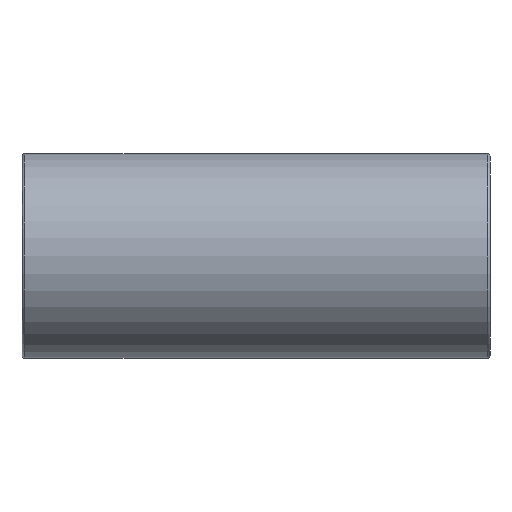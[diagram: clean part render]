
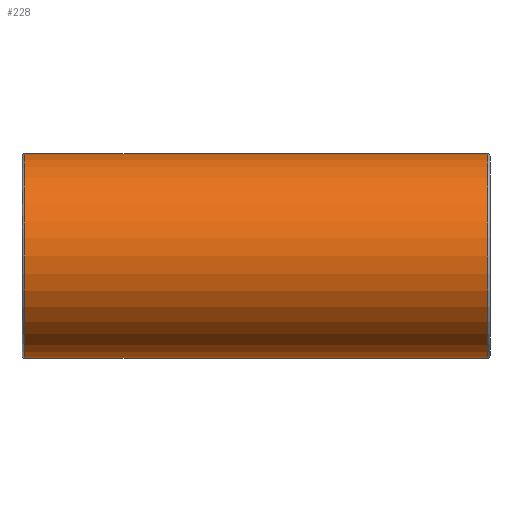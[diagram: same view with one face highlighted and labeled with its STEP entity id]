
A CAD part, front view. The second image highlights one B-rep face of the part: STEP entity #228.
In plain terms, the highlighted cylindrical face has radius 21 mm (diameter 42 mm), a full revolution.
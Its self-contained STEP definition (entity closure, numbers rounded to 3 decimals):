
#15=ELLIPSE('',#256,54.876,21.);
#16=ELLIPSE('',#257,22.73,21.);
#20=CYLINDRICAL_SURFACE('',#254,21.);
#36=FACE_BOUND('',#81,.T.);
#37=FACE_BOUND('',#82,.T.);
#57=FACE_OUTER_BOUND('',#80,.T.);
#80=EDGE_LOOP('',(#182));
#81=EDGE_LOOP('',(#183,#184));
#82=EDGE_LOOP('',(#185));
#116=CIRCLE('',#253,21.);
#117=CIRCLE('',#255,21.);
#134=VERTEX_POINT('',#383);
#135=VERTEX_POINT('',#386);
#136=VERTEX_POINT('',#388);
#137=VERTEX_POINT('',#389);
#156=EDGE_CURVE('',#134,#134,#116,.T.);
#157=EDGE_CURVE('',#135,#135,#117,.T.);
#158=EDGE_CURVE('',#136,#137,#15,.T.);
#159=EDGE_CURVE('',#137,#136,#16,.T.);
#182=ORIENTED_EDGE('',*,*,#157,.F.);
#183=ORIENTED_EDGE('',*,*,#158,.T.);
#184=ORIENTED_EDGE('',*,*,#159,.T.);
#185=ORIENTED_EDGE('',*,*,#156,.F.);
#228=ADVANCED_FACE('',(#57,#36,#37),#20,.T.);
#253=AXIS2_PLACEMENT_3D('',#384,#304,#305);
#254=AXIS2_PLACEMENT_3D('',#385,#306,#307);
#255=AXIS2_PLACEMENT_3D('',#387,#308,#309);
#256=AXIS2_PLACEMENT_3D('',#390,#310,#311);
#257=AXIS2_PLACEMENT_3D('',#391,#312,#313);
#304=DIRECTION('center_axis',(-1.,0.,0.));
#305=DIRECTION('ref_axis',(0.,-1.,0.));
#306=DIRECTION('center_axis',(-1.,0.,0.));
#307=DIRECTION('ref_axis',(0.,-1.,0.));
#308=DIRECTION('center_axis',(1.,0.,0.));
#309=DIRECTION('ref_axis',(0.,-1.,0.));
#310=DIRECTION('center_axis',(0.383,-0.924,0.));
#311=DIRECTION('ref_axis',(0.924,0.383,0.));
#312=DIRECTION('center_axis',(-0.924,-0.383,0.));
#313=DIRECTION('ref_axis',(0.383,-0.924,0.));
#383=CARTESIAN_POINT('',(-29.5,21.,0.));
#384=CARTESIAN_POINT('Origin',(-29.5,0.,0.));
#385=CARTESIAN_POINT('Origin',(66.,0.,0.));
#386=CARTESIAN_POINT('',(65.5,21.,0.));
#387=CARTESIAN_POINT('Origin',(65.5,0.,0.));
#388=CARTESIAN_POINT('',(0.,0.,-21.));
#389=CARTESIAN_POINT('',(0.,0.,21.));
#390=CARTESIAN_POINT('Origin',(0.,0.,
0.));
#391=CARTESIAN_POINT('Origin',(0.,0.,
0.));
